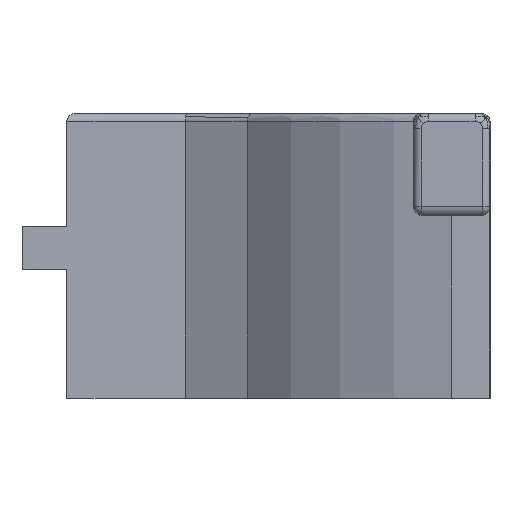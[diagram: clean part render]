
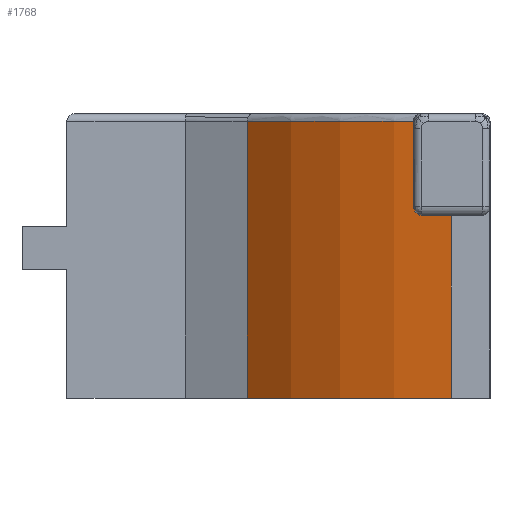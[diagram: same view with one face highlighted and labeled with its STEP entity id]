
A CAD part, front view. The second image highlights one B-rep face of the part: STEP entity #1768.
In plain terms, the highlighted cylindrical face has radius 45 mm (diameter 90 mm), a partial arc.
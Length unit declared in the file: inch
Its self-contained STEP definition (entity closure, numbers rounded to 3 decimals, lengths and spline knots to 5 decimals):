
#148=CYLINDRICAL_SURFACE('',#1938,1.77165);
#218=CIRCLE('',#1939,1.77165);
#219=CIRCLE('',#1940,1.77165);
#283=FACE_OUTER_BOUND('',#397,.T.);
#397=EDGE_LOOP('',(#1310,#1311,#1312,#1313,#1314));
#487=LINE('',#2498,#602);
#557=LINE('',#3017,#672);
#558=LINE('',#3020,#673);
#602=VECTOR('',#2043,0.49803);
#672=VECTOR('',#2249,1.45803);
#673=VECTOR('',#2252,0.96);
#717=VERTEX_POINT('',#2496);
#718=VERTEX_POINT('',#2497);
#818=VERTEX_POINT('',#3015);
#819=VERTEX_POINT('',#3016);
#820=VERTEX_POINT('',#3018);
#887=EDGE_CURVE('',#717,#718,#487,.T.);
#1011=EDGE_CURVE('',#818,#819,#557,.T.);
#1012=EDGE_CURVE('',#818,#820,#218,.F.);
#1013=EDGE_CURVE('',#820,#717,#558,.T.);
#1014=EDGE_CURVE('',#819,#718,#219,.T.);
#1310=ORIENTED_EDGE('',*,*,#1011,.F.);
#1311=ORIENTED_EDGE('',*,*,#1012,.T.);
#1312=ORIENTED_EDGE('',*,*,#1013,.T.);
#1313=ORIENTED_EDGE('',*,*,#887,.T.);
#1314=ORIENTED_EDGE('',*,*,#1014,.F.);
#1768=ADVANCED_FACE('',(#283),#148,.T.);
#1938=AXIS2_PLACEMENT_3D('',#3014,#2247,#2248);
#1939=AXIS2_PLACEMENT_3D('',#3019,#2250,#2251);
#1940=AXIS2_PLACEMENT_3D('',#3021,#2253,#2254);
#2043=DIRECTION('',(0.,0.,1.));
#2247=DIRECTION('center_axis',(0.,0.,1.));
#2248=DIRECTION('ref_axis',(0.,1.,0.));
#2249=DIRECTION('',(0.,0.,1.));
#2250=DIRECTION('center_axis',(0.,0.,-1.));
#2251=DIRECTION('ref_axis',(-1.,0.,0.));
#2252=DIRECTION('',(0.,0.,1.));
#2253=DIRECTION('center_axis',(0.,0.,1.));
#2254=DIRECTION('ref_axis',(-0.494,-0.869,0.));
#2496=CARTESIAN_POINT('',(1.08667,-1.75892,1.));
#2497=CARTESIAN_POINT('',(1.08667,-1.75892,1.49803));
#2498=CARTESIAN_POINT('',(1.08667,-1.75892,1.));
#3014=CARTESIAN_POINT('Origin',(1.29198,0.00079,0.));
#3015=CARTESIAN_POINT('',(0.01359,-1.22578,0.04));
#3016=CARTESIAN_POINT('',(0.01359,-1.22578,1.49803));
#3017=CARTESIAN_POINT('',(0.01359,-1.22578,0.04));
#3018=CARTESIAN_POINT('',(1.08667,-1.75892,0.04));
#3019=CARTESIAN_POINT('Origin',(1.29198,0.00079,0.04));
#3020=CARTESIAN_POINT('',(1.08667,-1.75892,0.04));
#3021=CARTESIAN_POINT('Origin',(1.29198,0.00079,1.49803));
